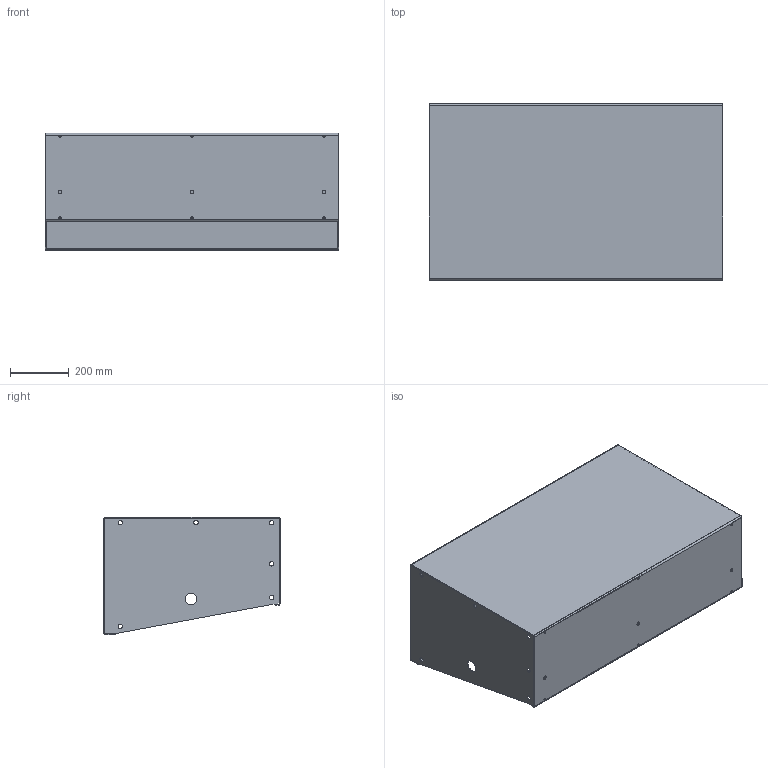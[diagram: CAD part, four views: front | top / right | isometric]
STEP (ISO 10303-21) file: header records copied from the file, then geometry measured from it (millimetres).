
FILE_DESCRIPTION (( 'STEP AP203' ), '1' );
FILE_NAME ('CRS3_600_1000_400_Wide.STEP', '2020-05-01T06:53:36', ( '' ), ( '' ), 'SwSTEP 2.0', 'SolidWorks 2019', '' );
FILE_SCHEMA (( 'CONFIG_CONTROL_DESIGN' ));
Length unit declared in the file: millimetre
Products named in the file (3): CRS3_600_1000_400_Wide; CR3_600_400 Con Wide straight; CRS3_600_1000_400_Wall_Wide
Assembly tree (3 placements, depth 2):
  CRS3_600_1000_400_Wide
    CRS3_600_1000_400_Wall_Wide
    CR3_600_400 Con Wide straight  x2
Bounding box: 1000 x 600 x 400 mm (x, y, z)
Volume: 5214292.8 mm3; surface area: 3504666.1 mm2
Topology: 3 solids, 3 shells, 108 faces, 280 edges, 172 vertices
Faces by surface type: cylinder 54, plane 54
Entity records: 2841 total; most frequent: DIRECTION 464, CARTESIAN_POINT 420, ORIENTED_EDGE 416, EDGE_CURVE 208, AXIS2_PLACEMENT_3D 168, VECTOR 128, LINE 128, VERTEX_POINT 124
